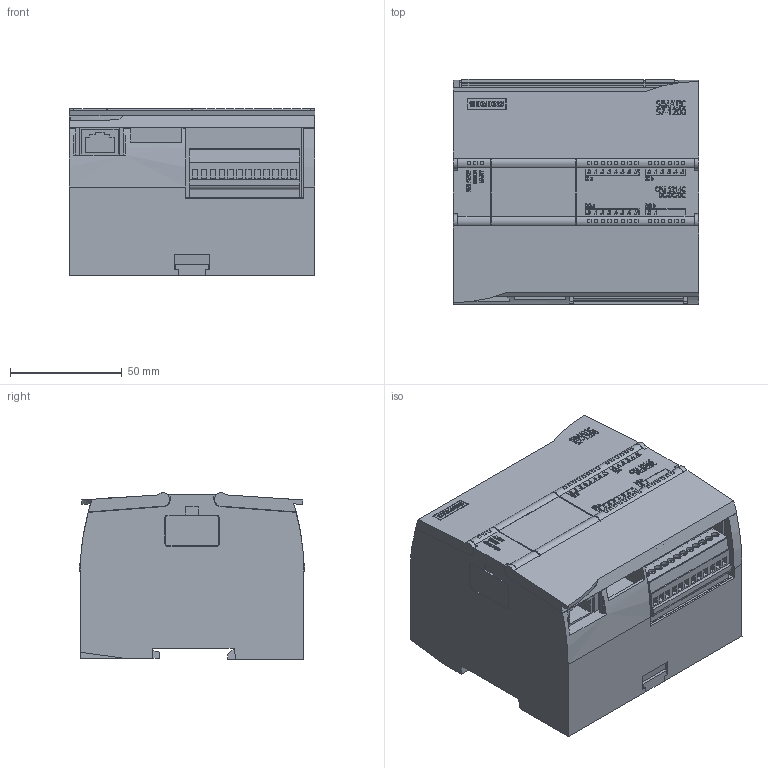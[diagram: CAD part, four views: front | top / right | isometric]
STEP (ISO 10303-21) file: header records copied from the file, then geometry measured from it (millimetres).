
FILE_DESCRIPTION(/* description */ (''),/* implementation_level */ '2;1');
FILE_NAME(/* name */ '6ES7214-1AG40-0XB0_3d.stp',/* time_stamp */ '2024-06-26T12:43:27+02:00',/* author */ (''),/* organization */ (''),/* preprocessor_version */ 'ST-DEVELOPER v18.102',/* originating_system */ 'SIEMENS PLM Software NX 2023',/* authorisation */ '');
FILE_SCHEMA (('AUTOMOTIVE_DESIGN { 1 0 10303 214 3 1 1 1 }'));
Products named in the file (6): A5E50668962A_RS-AA_002_1-Labeling; A5E30157758A_RS-AA_002_1-cover-signalboard; A5E30158715A_RS-AA_003_1-cover_top; A5E30158720A_RS-AA_002_1-cover_bottom; A5E30158817A_RS-AA_003_1-box; A5E32310014A_RS-AA_003_3-CAx_6ES72141AG400XB0
Assembly tree (5 placements, depth 2):
  A5E32310014A_RS-AA_003_3-CAx_6ES72141AG400XB0
    A5E30158817A_RS-AA_003_1-box
    A5E30158720A_RS-AA_002_1-cover_bottom
    A5E30158715A_RS-AA_003_1-cover_top
    A5E30157758A_RS-AA_002_1-cover-signalboard
    A5E50668962A_RS-AA_002_1-Labeling
Bounding box: 110 x 100.85 x 74.56 mm (x, y, z)
Volume: 426467.8 mm3; surface area: 137942 mm2
Topology: 319 solids, 319 shells, 4027 faces, 9738 edges, 6497 vertices
Faces by surface type: plane 3302, extrusion 624, cylinder 101
Full cylindrical faces by diameter (mm): 2 x8, 3.4 x35, 4.3 x2
Entity records: 167718 total; most frequent: CARTESIAN_POINT 45127, ORIENTED_EDGE 19272, DIRECTION 16370, EDGE_CURVE 9636, VECTOR 8674, LINE 8050, VERTEX_POINT 6456, EDGE_LOOP 4426
